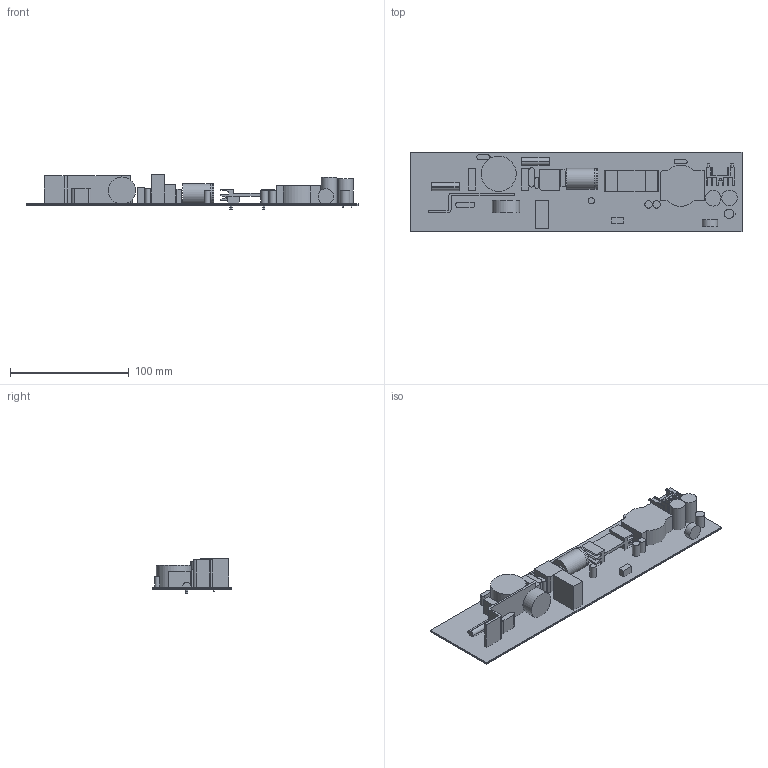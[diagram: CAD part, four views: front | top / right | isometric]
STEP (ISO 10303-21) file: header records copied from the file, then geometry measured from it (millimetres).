
FILE_DESCRIPTION( ( 'STEP Version 203' ), '1' );
FILE_NAME( 'Trial 1.stp', '11/15/19 15:56:21', ( 'SAM' ), ( ' ' ), 'PSStep 21.0.47', 'DesignModeler STEP Output', ' ' );
FILE_SCHEMA( ( 'CONFIG_CONTROL_DESIGN' ) );
Length unit declared in the file: metre
Products named in the file (35): original; cap; hs2; rel; hs; pin; fs; ceramic; BD100; Ceramic c; TH100; Znr101; THermistor; LF101; Transformer; Cap5; Cap4; Capacitor3; Capacitor 2; Capacitor; HS3; HS2; MSA_075A
Bounding box: 280 x 67 x 29.32 mm (x, y, z)
Volume: 111294.1 mm3; surface area: 113979.2 mm2
Topology: 34 solids, 35 shells, 271 faces, 618 edges, 418 vertices
Faces by surface type: plane 196, cylinder 74, torus 1
Full cylindrical faces by diameter (mm): 0.8 x3, 2 x6, 2.5 x1, 3 x1, 5.2 x1, 6.3 x2, 8.001 x1, 13 x1, 13.2 x2, 17.5 x2, 23 x1, 29.6 x1
Entity records: 8394 total; most frequent: CARTESIAN_POINT 1506, DIRECTION 1320, ORIENTED_EDGE 1156, EDGE_CURVE 584, AXIS2_PLACEMENT_3D 453, LINE 414, VECTOR 414, VERTEX_POINT 407
